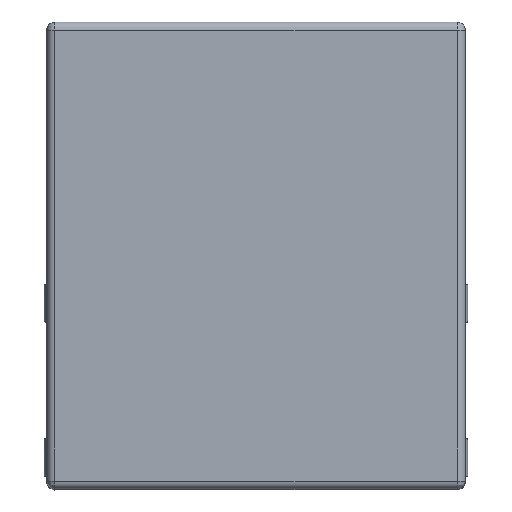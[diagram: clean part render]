
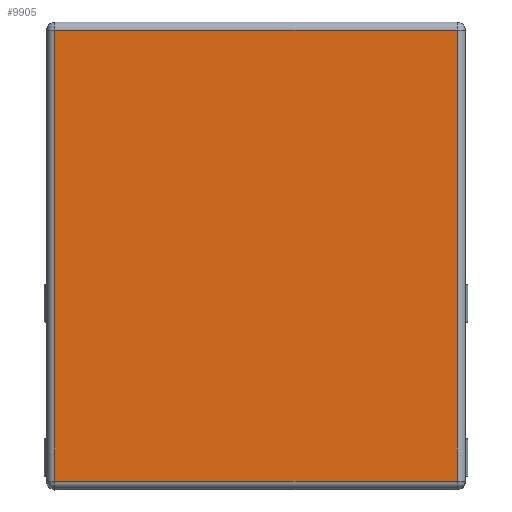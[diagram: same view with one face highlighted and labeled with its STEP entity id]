
A CAD part, top view. The second image highlights one B-rep face of the part: STEP entity #9905.
In plain terms, the highlighted planar face has unit normal (0, 0, 1).
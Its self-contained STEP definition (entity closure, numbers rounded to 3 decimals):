
#424 = EDGE_CURVE ( 'NONE', #10154, #3727, #12906, .T. ) ;
#715 = VECTOR ( 'NONE', #17063, 1000. ) ;
#1414 = DIRECTION ( 'NONE',  ( -1., 0., 0. ) ) ;
#1688 = VECTOR ( 'NONE', #16014, 1000. ) ;
#3069 = CARTESIAN_POINT ( 'NONE',  ( -7.4, -3.7, 16.9 ) ) ;
#3727 = VERTEX_POINT ( 'NONE', #8650 ) ;
#4140 = CARTESIAN_POINT ( 'NONE',  ( 7.4, 12.9, 16.9 ) ) ;
#4431 = CARTESIAN_POINT ( 'NONE',  ( -7.4, 12.9, 16.9 ) ) ;
#4638 = EDGE_CURVE ( 'NONE', #3727, #6926, #15330, .T. ) ;
#6926 = VERTEX_POINT ( 'NONE', #18040 ) ;
#8632 = CARTESIAN_POINT ( 'NONE',  ( -7.4, 12.9, 16.9 ) ) ;
#8650 = CARTESIAN_POINT ( 'NONE',  ( 7.4, 12.9, 16.9 ) ) ;
#8972 = VECTOR ( 'NONE', #27501, 1000. ) ;
#9905 = ADVANCED_FACE ( 'NONE', ( #29689 ), #26929, .F. ) ;
#10154 = VERTEX_POINT ( 'NONE', #4431 ) ;
#10678 = CARTESIAN_POINT ( 'NONE',  ( 0., -3.7, 16.9 ) ) ;
#11402 = ORIENTED_EDGE ( 'NONE', *, *, #424, .F. ) ;
#12556 = VECTOR ( 'NONE', #1414, 1000. ) ;
#12906 = LINE ( 'NONE', #14721, #715 ) ;
#13148 = DIRECTION ( 'NONE',  ( 0., 1., 0. ) ) ;
#13694 = AXIS2_PLACEMENT_3D ( 'NONE', #19835, #22234, #13148 ) ;
#14721 = CARTESIAN_POINT ( 'NONE',  ( 0., 12.9, 16.9 ) ) ;
#15330 = LINE ( 'NONE', #4140, #1688 ) ;
#15816 = EDGE_CURVE ( 'NONE', #6926, #24518, #17314, .T. ) ;
#16014 = DIRECTION ( 'NONE',  ( 0., -1., 0. ) ) ;
#16311 = ORIENTED_EDGE ( 'NONE', *, *, #15816, .F. ) ;
#17063 = DIRECTION ( 'NONE',  ( 1., 0., 0. ) ) ;
#17295 = EDGE_CURVE ( 'NONE', #24518, #10154, #18175, .T. ) ;
#17314 = LINE ( 'NONE', #10678, #12556 ) ;
#18040 = CARTESIAN_POINT ( 'NONE',  ( 7.4, -3.7, 16.9 ) ) ;
#18175 = LINE ( 'NONE', #8632, #8972 ) ;
#19835 = CARTESIAN_POINT ( 'NONE',  ( 0., 12.9, 16.9 ) ) ;
#20485 = ORIENTED_EDGE ( 'NONE', *, *, #17295, .F. ) ;
#21493 = EDGE_LOOP ( 'NONE', ( #11402, #20485, #16311, #29032 ) ) ;
#22234 = DIRECTION ( 'NONE',  ( 0., 0., -1. ) ) ;
#24518 = VERTEX_POINT ( 'NONE', #3069 ) ;
#26929 = PLANE ( 'NONE',  #13694 ) ;
#27501 = DIRECTION ( 'NONE',  ( 0., 1., 0. ) ) ;
#29032 = ORIENTED_EDGE ( 'NONE', *, *, #4638, .F. ) ;
#29689 = FACE_OUTER_BOUND ( 'NONE', #21493, .T. ) ;
